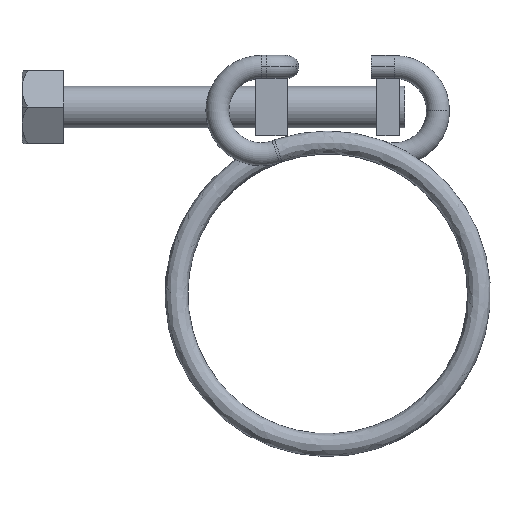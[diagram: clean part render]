
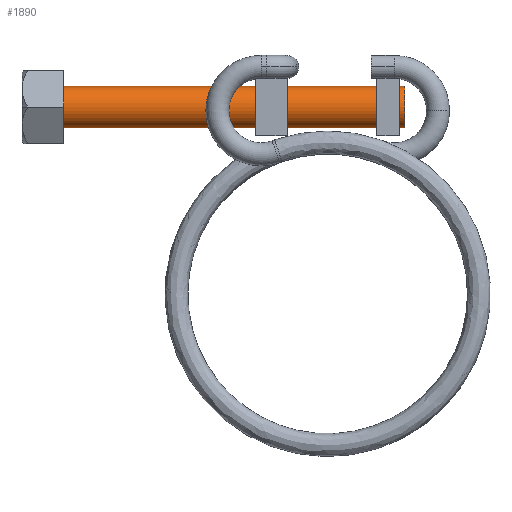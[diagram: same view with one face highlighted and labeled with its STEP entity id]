
A CAD part, top view. The second image highlights one B-rep face of the part: STEP entity #1890.
In plain terms, the highlighted cylindrical face has radius 2 mm (diameter 4 mm), a partial arc.
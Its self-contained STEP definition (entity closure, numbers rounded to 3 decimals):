
#120 = DIRECTION ( 'NONE',  ( 1., 0., 0. ) ) ;
#394 = CARTESIAN_POINT ( 'NONE',  ( 7.392, 17.9, 0. ) ) ;
#528 = DIRECTION ( 'NONE',  ( 0., -1., 0. ) ) ;
#552 = VERTEX_POINT ( 'NONE', #7252 ) ;
#1028 = CARTESIAN_POINT ( 'NONE',  ( 7.392, 15.9, 0. ) ) ;
#1055 = AXIS2_PLACEMENT_3D ( 'NONE', #394, #3927, #528 ) ;
#1581 = CARTESIAN_POINT ( 'NONE',  ( 7.392, 19.9, 0. ) ) ;
#1890 = ADVANCED_FACE ( 'NONE', ( #6763 ), #6669, .T. ) ;
#2141 = ORIENTED_EDGE ( 'NONE', *, *, #4050, .F. ) ;
#2214 = CARTESIAN_POINT ( 'NONE',  ( -25.308, 17.9, 0. ) ) ;
#2365 = LINE ( 'NONE', #1028, #6610 ) ;
#3035 = CARTESIAN_POINT ( 'NONE',  ( -25.308, 19.9, 0. ) ) ;
#3651 = VERTEX_POINT ( 'NONE', #8894 ) ;
#3927 = DIRECTION ( 'NONE',  ( -1., 0., 0. ) ) ;
#3984 = ORIENTED_EDGE ( 'NONE', *, *, #6767, .F. ) ;
#4050 = EDGE_CURVE ( 'NONE', #4213, #3651, #7710, .T. ) ;
#4213 = VERTEX_POINT ( 'NONE', #6586 ) ;
#4222 = DIRECTION ( 'NONE',  ( 0., 1., 0. ) ) ;
#4366 = AXIS2_PLACEMENT_3D ( 'NONE', #7773, #5515, #4875 ) ;
#4581 = AXIS2_PLACEMENT_3D ( 'NONE', #2214, #120, #4222 ) ;
#4875 = DIRECTION ( 'NONE',  ( 0., 1., 0. ) ) ;
#5291 = ORIENTED_EDGE ( 'NONE', *, *, #6673, .T. ) ;
#5515 = DIRECTION ( 'NONE',  ( 1., 0., 0. ) ) ;
#5586 = VECTOR ( 'NONE', #7084, 1000. ) ;
#5887 = CIRCLE ( 'NONE', #4581, 2. ) ;
#5978 = EDGE_LOOP ( 'NONE', ( #2141, #5291, #7043, #3984 ) ) ;
#6586 = CARTESIAN_POINT ( 'NONE',  ( 7.392, 19.9, 0. ) ) ;
#6610 = VECTOR ( 'NONE', #8462, 1000. ) ;
#6669 = CYLINDRICAL_SURFACE ( 'NONE', #1055, 2. ) ;
#6673 = EDGE_CURVE ( 'NONE', #4213, #8013, #8417, .T. ) ;
#6763 = FACE_OUTER_BOUND ( 'NONE', #5978, .T. ) ;
#6767 = EDGE_CURVE ( 'NONE', #3651, #552, #2365, .T. ) ;
#7043 = ORIENTED_EDGE ( 'NONE', *, *, #7831, .T. ) ;
#7084 = DIRECTION ( 'NONE',  ( -1., 0., 0. ) ) ;
#7252 = CARTESIAN_POINT ( 'NONE',  ( -25.308, 15.9, 0. ) ) ;
#7710 = CIRCLE ( 'NONE', #4366, 2. ) ;
#7773 = CARTESIAN_POINT ( 'NONE',  ( 7.392, 17.9, 0. ) ) ;
#7831 = EDGE_CURVE ( 'NONE', #8013, #552, #5887, .T. ) ;
#8013 = VERTEX_POINT ( 'NONE', #3035 ) ;
#8417 = LINE ( 'NONE', #1581, #5586 ) ;
#8462 = DIRECTION ( 'NONE',  ( -1., 0., 0. ) ) ;
#8894 = CARTESIAN_POINT ( 'NONE',  ( 7.392, 15.9, 0. ) ) ;
